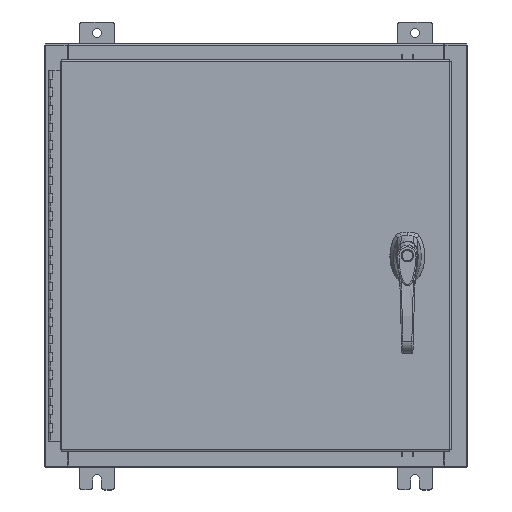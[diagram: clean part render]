
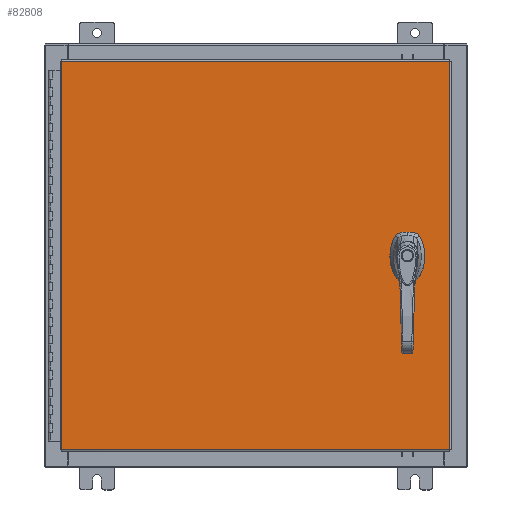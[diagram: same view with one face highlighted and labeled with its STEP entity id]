
A CAD part, top view. The second image highlights one B-rep face of the part: STEP entity #82808.
In plain terms, the highlighted planar face has unit normal (0, 0, 1).
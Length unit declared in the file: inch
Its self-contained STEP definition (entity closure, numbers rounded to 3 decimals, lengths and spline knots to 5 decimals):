
#319 = CIRCLE ( 'NONE', #63043, 0.45 ) ;
#1213 = FACE_BOUND ( 'NONE', #84560, .T. ) ;
#2016 = LINE ( 'NONE', #19506, #60898 ) ;
#2313 = CARTESIAN_POINT ( 'NONE',  ( 0., 0., 0. ) ) ;
#2352 = CARTESIAN_POINT ( 'NONE',  ( 8.4065, -1.338, 0. ) ) ;
#3964 = FACE_OUTER_BOUND ( 'NONE', #13405, .T. ) ;
#4355 = CARTESIAN_POINT ( 'NONE',  ( -10.9903, 11.0063, 0. ) ) ;
#4402 = EDGE_LOOP ( 'NONE', ( #40991, #10121, #81820, #55348, #108268, #20674, #41178, #44084 ) ) ;
#5030 = CARTESIAN_POINT ( 'NONE',  ( 8.578, -1.338, 0. ) ) ;
#5895 = EDGE_CURVE ( 'NONE', #40067, #77052, #73189, .T. ) ;
#6149 = VECTOR ( 'NONE', #57859, 39.37008 ) ;
#6260 = CARTESIAN_POINT ( 'NONE',  ( 8.175, 0., 0. ) ) ;
#6501 = CIRCLE ( 'NONE', #12283, 0.1715 ) ;
#7462 = CARTESIAN_POINT ( 'NONE',  ( 10.9903, -11.0063, 0. ) ) ;
#8141 = ORIENTED_EDGE ( 'NONE', *, *, #69239, .T. ) ;
#9685 = CARTESIAN_POINT ( 'NONE',  ( 8.578, 0., 0. ) ) ;
#10121 = ORIENTED_EDGE ( 'NONE', *, *, #25919, .F. ) ;
#12283 = AXIS2_PLACEMENT_3D ( 'NONE', #5030, #66262, #13829 ) ;
#12781 = EDGE_CURVE ( 'NONE', #31166, #49840, #80547, .T. ) ;
#13405 = EDGE_LOOP ( 'NONE', ( #37363, #8141, #19566, #53762 ) ) ;
#13829 = DIRECTION ( 'NONE',  ( 1., 0., 0. ) ) ;
#14201 = VERTEX_POINT ( 'NONE', #65608 ) ;
#14681 = VECTOR ( 'NONE', #81352, 39.37008 ) ;
#15039 = ORIENTED_EDGE ( 'NONE', *, *, #48758, .F. ) ;
#15437 = CARTESIAN_POINT ( 'NONE',  ( 8.981, 0.20023, 0. ) ) ;
#18063 = AXIS2_PLACEMENT_3D ( 'NONE', #75418, #22946, #84235 ) ;
#18429 = DIRECTION ( 'NONE',  ( 1., 0., 0. ) ) ;
#19506 = CARTESIAN_POINT ( 'NONE',  ( 0., -0.403, 0. ) ) ;
#19566 = ORIENTED_EDGE ( 'NONE', *, *, #107357, .T. ) ;
#20674 = ORIENTED_EDGE ( 'NONE', *, *, #72484, .F. ) ;
#21145 = CIRCLE ( 'NONE', #61325, 0.45 ) ;
#21609 = EDGE_CURVE ( 'NONE', #44673, #50303, #6501, .T. ) ;
#22158 = CARTESIAN_POINT ( 'NONE',  ( 8.578, 0., 0. ) ) ;
#22846 = LINE ( 'NONE', #58805, #43404 ) ;
#22946 = DIRECTION ( 'NONE',  ( 0., 0., 1. ) ) ;
#23541 = VERTEX_POINT ( 'NONE', #91167 ) ;
#25919 = EDGE_CURVE ( 'NONE', #96093, #77052, #319, .T. ) ;
#26302 = CARTESIAN_POINT ( 'NONE',  ( 8.578, -1.338, 0. ) ) ;
#28209 = CARTESIAN_POINT ( 'NONE',  ( 8.77823, 0.403, 0. ) ) ;
#28676 = PLANE ( 'NONE',  #100806 ) ;
#28876 = CARTESIAN_POINT ( 'NONE',  ( 10.9903, -11.0063, 0. ) ) ;
#28934 = CARTESIAN_POINT ( 'NONE',  ( 8.578, 0., 0. ) ) ;
#30980 = DIRECTION ( 'NONE',  ( 1., 0., 0. ) ) ;
#31166 = VERTEX_POINT ( 'NONE', #28209 ) ;
#32129 = CIRCLE ( 'NONE', #18063, 0.45 ) ;
#33026 = CARTESIAN_POINT ( 'NONE',  ( 0., 0.403, 0. ) ) ;
#35077 = DIRECTION ( 'NONE',  ( 1., 0., 0. ) ) ;
#35402 = EDGE_CURVE ( 'NONE', #14201, #63783, #104766, .T. ) ;
#36415 = CARTESIAN_POINT ( 'NONE',  ( 8.175, -0.20023, 0. ) ) ;
#36842 = VECTOR ( 'NONE', #65593, 39.37008 ) ;
#37363 = ORIENTED_EDGE ( 'NONE', *, *, #40767, .T. ) ;
#37483 = DIRECTION ( 'NONE',  ( -1., 0., 0. ) ) ;
#37756 = DIRECTION ( 'NONE',  ( 1., 0., 0. ) ) ;
#39625 = LINE ( 'NONE', #4355, #36842 ) ;
#39981 = ORIENTED_EDGE ( 'NONE', *, *, #21609, .F. ) ;
#40067 = VERTEX_POINT ( 'NONE', #15437 ) ;
#40767 = EDGE_CURVE ( 'NONE', #60594, #94534, #22846, .T. ) ;
#40991 = ORIENTED_EDGE ( 'NONE', *, *, #5895, .T. ) ;
#41178 = ORIENTED_EDGE ( 'NONE', *, *, #12781, .F. ) ;
#41183 = LINE ( 'NONE', #63958, #85024 ) ;
#43404 = VECTOR ( 'NONE', #111375, 39.37008 ) ;
#44084 = ORIENTED_EDGE ( 'NONE', *, *, #102543, .F. ) ;
#44385 = CIRCLE ( 'NONE', #73047, 0.45 ) ;
#44673 = VERTEX_POINT ( 'NONE', #2352 ) ;
#48758 = EDGE_CURVE ( 'NONE', #50303, #44673, #82220, .T. ) ;
#48955 = CARTESIAN_POINT ( 'NONE',  ( 8.37777, 0.403, 0. ) ) ;
#49840 = VERTEX_POINT ( 'NONE', #48955 ) ;
#50303 = VERTEX_POINT ( 'NONE', #106993 ) ;
#53762 = ORIENTED_EDGE ( 'NONE', *, *, #108880, .T. ) ;
#55325 = VECTOR ( 'NONE', #76265, 39.37008 ) ;
#55348 = ORIENTED_EDGE ( 'NONE', *, *, #87451, .F. ) ;
#57022 = CARTESIAN_POINT ( 'NONE',  ( 10.9903, 11.0063, 0. ) ) ;
#57859 = DIRECTION ( 'NONE',  ( 0., -1., 0. ) ) ;
#58805 = CARTESIAN_POINT ( 'NONE',  ( -10.9903, -11.0063, 0. ) ) ;
#60594 = VERTEX_POINT ( 'NONE', #65153 ) ;
#60898 = VECTOR ( 'NONE', #89594, 39.37008 ) ;
#61325 = AXIS2_PLACEMENT_3D ( 'NONE', #22158, #83465, #30980 ) ;
#63043 = AXIS2_PLACEMENT_3D ( 'NONE', #9685, #70911, #18429 ) ;
#63783 = VERTEX_POINT ( 'NONE', #36415 ) ;
#63958 = CARTESIAN_POINT ( 'NONE',  ( 10.9903, 11.0063, 0. ) ) ;
#65153 = CARTESIAN_POINT ( 'NONE',  ( -10.9903, -11.0063, 0. ) ) ;
#65593 = DIRECTION ( 'NONE',  ( 0., -1., 0. ) ) ;
#65608 = CARTESIAN_POINT ( 'NONE',  ( 8.175, 0.20023, 0. ) ) ;
#66262 = DIRECTION ( 'NONE',  ( 0., 0., 1. ) ) ;
#69239 = EDGE_CURVE ( 'NONE', #94534, #89417, #105135, .T. ) ;
#70911 = DIRECTION ( 'NONE',  ( 0., 0., 1. ) ) ;
#71087 = FACE_BOUND ( 'NONE', #4402, .T. ) ;
#72111 = EDGE_CURVE ( 'NONE', #80333, #96093, #2016, .T. ) ;
#72484 = EDGE_CURVE ( 'NONE', #49840, #14201, #44385, .T. ) ;
#72960 = AXIS2_PLACEMENT_3D ( 'NONE', #26302, #87587, #35077 ) ;
#73047 = AXIS2_PLACEMENT_3D ( 'NONE', #28934, #90225, #37756 ) ;
#73189 = LINE ( 'NONE', #98143, #6149 ) ;
#75418 = CARTESIAN_POINT ( 'NONE',  ( 8.578, 0., 0. ) ) ;
#76265 = DIRECTION ( 'NONE',  ( 0., -1., 0. ) ) ;
#77052 = VERTEX_POINT ( 'NONE', #102837 ) ;
#80333 = VERTEX_POINT ( 'NONE', #89162 ) ;
#80547 = LINE ( 'NONE', #33026, #103949 ) ;
#81352 = DIRECTION ( 'NONE',  ( 0., 1., 0. ) ) ;
#81820 = ORIENTED_EDGE ( 'NONE', *, *, #72111, .F. ) ;
#82220 = CIRCLE ( 'NONE', #72960, 0.1715 ) ;
#82808 = ADVANCED_FACE ( 'NONE', ( #1213, #3964, #71087 ), #28676, .F. ) ;
#83465 = DIRECTION ( 'NONE',  ( 0., 0., 1. ) ) ;
#84235 = DIRECTION ( 'NONE',  ( 1., 0., 0. ) ) ;
#84560 = EDGE_LOOP ( 'NONE', ( #15039, #39981 ) ) ;
#85024 = VECTOR ( 'NONE', #108083, 39.37008 ) ;
#87451 = EDGE_CURVE ( 'NONE', #63783, #80333, #21145, .T. ) ;
#87587 = DIRECTION ( 'NONE',  ( 0., 0., 1. ) ) ;
#89162 = CARTESIAN_POINT ( 'NONE',  ( 8.37777, -0.403, 0. ) ) ;
#89417 = VERTEX_POINT ( 'NONE', #57022 ) ;
#89594 = DIRECTION ( 'NONE',  ( 1., 0., 0. ) ) ;
#89968 = DIRECTION ( 'NONE',  ( 0., 0., -1. ) ) ;
#90225 = DIRECTION ( 'NONE',  ( 0., 0., 1. ) ) ;
#91167 = CARTESIAN_POINT ( 'NONE',  ( -10.9903, 11.0063, 0. ) ) ;
#94534 = VERTEX_POINT ( 'NONE', #7462 ) ;
#96093 = VERTEX_POINT ( 'NONE', #108199 ) ;
#98143 = CARTESIAN_POINT ( 'NONE',  ( 8.981, 0., 0. ) ) ;
#100806 = AXIS2_PLACEMENT_3D ( 'NONE', #2313, #89968, #37483 ) ;
#102543 = EDGE_CURVE ( 'NONE', #40067, #31166, #32129, .T. ) ;
#102808 = DIRECTION ( 'NONE',  ( -1., 0., 0. ) ) ;
#102837 = CARTESIAN_POINT ( 'NONE',  ( 8.981, -0.20023, 0. ) ) ;
#103949 = VECTOR ( 'NONE', #102808, 39.37008 ) ;
#104766 = LINE ( 'NONE', #6260, #55325 ) ;
#105135 = LINE ( 'NONE', #28876, #14681 ) ;
#106993 = CARTESIAN_POINT ( 'NONE',  ( 8.7495, -1.338, 0. ) ) ;
#107357 = EDGE_CURVE ( 'NONE', #89417, #23541, #41183, .T. ) ;
#108083 = DIRECTION ( 'NONE',  ( -1., 0., 0. ) ) ;
#108199 = CARTESIAN_POINT ( 'NONE',  ( 8.77823, -0.403, 0. ) ) ;
#108268 = ORIENTED_EDGE ( 'NONE', *, *, #35402, .F. ) ;
#108880 = EDGE_CURVE ( 'NONE', #23541, #60594, #39625, .T. ) ;
#111375 = DIRECTION ( 'NONE',  ( 1., 0., 0. ) ) ;
